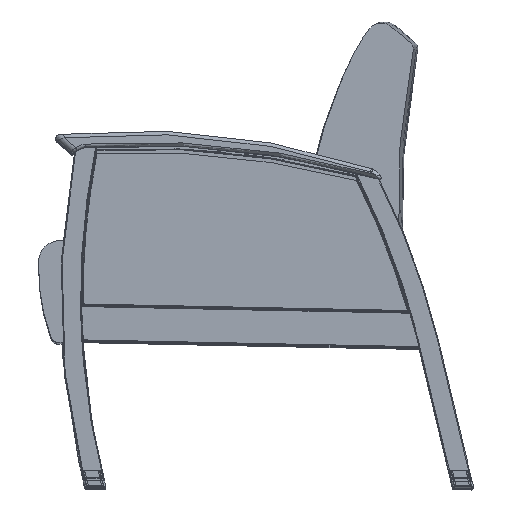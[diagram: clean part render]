
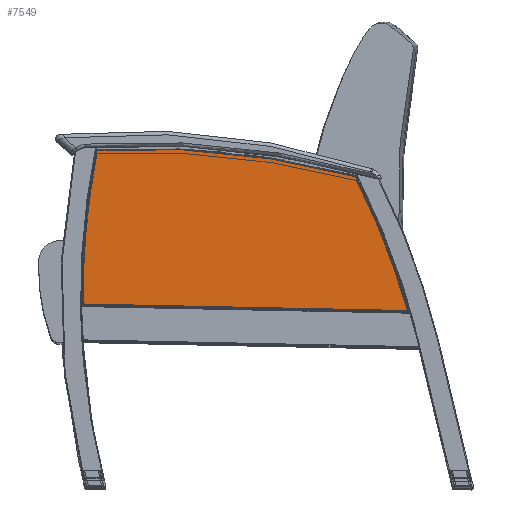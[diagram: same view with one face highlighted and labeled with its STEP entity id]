
A CAD part, top view. The second image highlights one B-rep face of the part: STEP entity #7549.
In plain terms, the highlighted planar face has unit normal (0, 0, 1).
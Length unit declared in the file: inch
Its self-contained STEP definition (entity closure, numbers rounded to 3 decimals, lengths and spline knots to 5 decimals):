
#587=PLANE('',#8251);
#1323=FACE_OUTER_BOUND('',#1900,.T.);
#1900=EDGE_LOOP('',(#6829,#6830,#6831,#6832));
#2237=CIRCLE('',#8236,53.031);
#2245=CIRCLE('',#8250,59.7575);
#2246=CIRCLE('',#8252,53.031);
#2644=LINE('',#16535,#3051);
#3051=VECTOR('',#10016,23.30638);
#3743=VERTEX_POINT('',#16493);
#3746=VERTEX_POINT('',#16511);
#3749=VERTEX_POINT('',#16534);
#3760=VERTEX_POINT('',#16617);
#4769=EDGE_CURVE('',#3746,#3743,#2237,.T.);
#4773=EDGE_CURVE('',#3743,#3749,#2644,.T.);
#4788=EDGE_CURVE('',#3760,#3746,#2245,.T.);
#4789=EDGE_CURVE('',#3749,#3760,#2246,.T.);
#6829=ORIENTED_EDGE('',*,*,#4769,.F.);
#6830=ORIENTED_EDGE('',*,*,#4788,.F.);
#6831=ORIENTED_EDGE('',*,*,#4789,.F.);
#6832=ORIENTED_EDGE('',*,*,#4773,.F.);
#7549=ADVANCED_FACE('',(#1323),#587,.T.);
#8236=AXIS2_PLACEMENT_3D('',#16526,#10006,#10007);
#8250=AXIS2_PLACEMENT_3D('',#16632,#10040,#10041);
#8251=AXIS2_PLACEMENT_3D('',#16633,#10042,#10043);
#8252=AXIS2_PLACEMENT_3D('',#16634,#10044,#10045);
#10006=DIRECTION('center_axis',(0.,0.,-1.));
#10007=DIRECTION('ref_axis',(0.93,0.366,0.));
#10016=DIRECTION('',(-1.,0.02,0.));
#10040=DIRECTION('center_axis',(0.,0.,-1.));
#10041=DIRECTION('ref_axis',(0.099,0.995,0.));
#10042=DIRECTION('center_axis',(0.,0.,1.));
#10043=DIRECTION('ref_axis',(1.,0.,0.));
#10044=DIRECTION('center_axis',(0.,0.,-1.));
#10045=DIRECTION('ref_axis',(-0.996,0.094,0.));
#16493=CARTESIAN_POINT('',(23.533,-0.41145,1.5));
#16511=CARTESIAN_POINT('',(19.73668,9.20793,1.5));
#16526=CARTESIAN_POINT('Origin',(-27.45859,-14.97663,1.5));
#16534=CARTESIAN_POINT('',(0.23135,0.05785,1.5));
#16535=CARTESIAN_POINT('',(5.56619,-0.04959,1.5));
#16617=CARTESIAN_POINT('',(1.27194,11.11456,1.5));
#16632=CARTESIAN_POINT('Origin',(4.44102,-48.55885,1.5));
#16633=CARTESIAN_POINT('Origin',(11.05137,4.30035,1.5));
#16634=CARTESIAN_POINT('Origin',(53.2591,0.64449,1.5));
